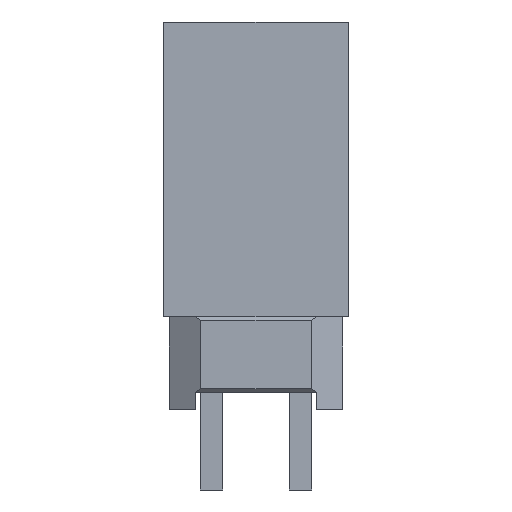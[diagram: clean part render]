
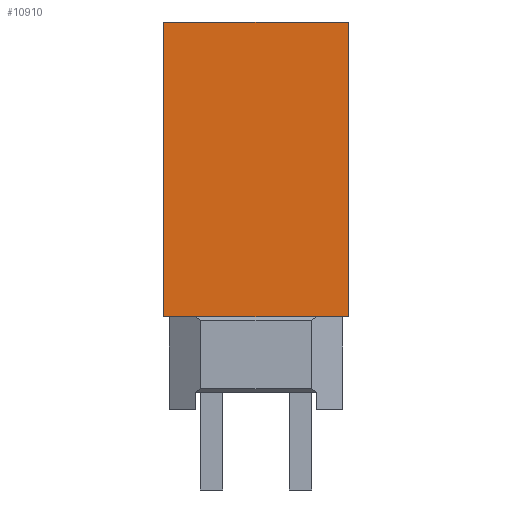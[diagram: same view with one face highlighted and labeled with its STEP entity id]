
A CAD part, left-side view. The second image highlights one B-rep face of the part: STEP entity #10910.
In plain terms, the highlighted planar face has unit normal (-1, 0, 0).
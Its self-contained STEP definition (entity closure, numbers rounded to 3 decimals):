
#7375=CARTESIAN_POINT('',(-25.91,-2.625,11.05));
#7376=VERTEX_POINT('',#7375);
#7377=CARTESIAN_POINT('',(-25.91,2.625,11.05));
#7378=VERTEX_POINT('',#7377);
#7379=CARTESIAN_POINT('',(-25.91,-2.625,11.05));
#7380=DIRECTION('',(0.0,1.0,0.0));
#7381=VECTOR('',#7380,5.25);
#7382=LINE('',#7379,#7381);
#7383=EDGE_CURVE('',#7376,#7378,#7382,.T.);
#9054=CARTESIAN_POINT('',(-25.91,-2.625,2.65));
#9055=VERTEX_POINT('',#9054);
#9056=CARTESIAN_POINT('',(-25.91,-2.625,2.65));
#9057=DIRECTION('',(0.0,0.0,1.0));
#9058=VECTOR('',#9057,8.4);
#9059=LINE('',#9056,#9058);
#9060=EDGE_CURVE('',#9055,#7376,#9059,.T.);
#10347=CARTESIAN_POINT('',(-25.91,2.625,2.65));
#10348=VERTEX_POINT('',#10347);
#10349=CARTESIAN_POINT('',(-25.91,2.625,2.65));
#10350=DIRECTION('',(0.0,-1.0,0.0));
#10351=VECTOR('',#10350,5.25);
#10352=LINE('',#10349,#10351);
#10353=EDGE_CURVE('',#10348,#9055,#10352,.T.);
#10887=CARTESIAN_POINT('',(-25.91,2.625,11.05));
#10888=DIRECTION('',(0.0,0.0,-1.0));
#10889=VECTOR('',#10888,8.4);
#10890=LINE('',#10887,#10889);
#10891=EDGE_CURVE('',#7378,#10348,#10890,.T.);
#10899=CARTESIAN_POINT('',(-25.91,-2.723,2.23));
#10900=DIRECTION('',(-1.0,0.0,0.0));
#10901=DIRECTION('',(0.0,-1.0,0.0));
#10902=AXIS2_PLACEMENT_3D('',#10899,#10900,#10901);
#10903=PLANE('',#10902);
#10904=ORIENTED_EDGE('',*,*,#9060,.T.);
#10905=ORIENTED_EDGE('',*,*,#7383,.T.);
#10906=ORIENTED_EDGE('',*,*,#10891,.T.);
#10907=ORIENTED_EDGE('',*,*,#10353,.T.);
#10908=EDGE_LOOP('',(#10904,#10905,#10906,#10907));
#10909=FACE_OUTER_BOUND('',#10908,.T.);
#10910=ADVANCED_FACE('',(#10909),#10903,.T.);
